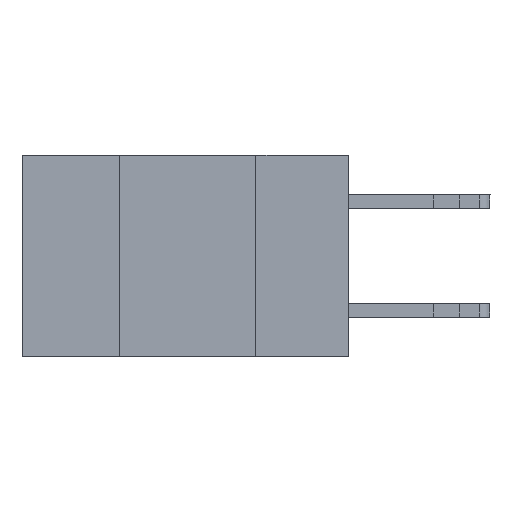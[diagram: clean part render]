
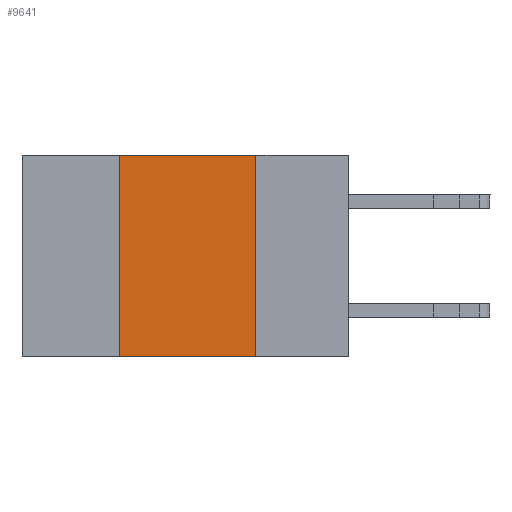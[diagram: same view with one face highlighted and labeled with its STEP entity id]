
A CAD part, left-side view. The second image highlights one B-rep face of the part: STEP entity #9641.
In plain terms, the highlighted planar face has unit normal (-1, 0, 0).
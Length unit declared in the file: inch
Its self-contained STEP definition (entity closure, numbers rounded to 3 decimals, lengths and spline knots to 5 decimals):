
#29 = CARTESIAN_POINT ( 'NONE',  ( 0., 0.42, 0. ) ) ;
#43 = LINE ( 'NONE', #10899, #10286 ) ;
#72 = ORIENTED_EDGE ( 'NONE', *, *, #10628, .F. ) ;
#408 = EDGE_CURVE ( 'NONE', #696, #8837, #43, .T. ) ;
#633 = ORIENTED_EDGE ( 'NONE', *, *, #5380, .F. ) ;
#696 = VERTEX_POINT ( 'NONE', #7110 ) ;
#724 = VERTEX_POINT ( 'NONE', #10725 ) ;
#751 = CARTESIAN_POINT ( 'NONE',  ( 0., 0.17, 0. ) ) ;
#1755 = AXIS2_PLACEMENT_3D ( 'NONE', #12698, #2165, #5472 ) ;
#2000 = FACE_OUTER_BOUND ( 'NONE', #2408, .T. ) ;
#2165 = DIRECTION ( 'NONE',  ( 1., 0., 0. ) ) ;
#2408 = EDGE_LOOP ( 'NONE', ( #633, #8447, #72, #7485 ) ) ;
#2793 = VECTOR ( 'NONE', #13773, 39.37008 ) ;
#3142 = CARTESIAN_POINT ( 'NONE',  ( 0., 0.6, -0.37 ) ) ;
#4292 = DIRECTION ( 'NONE',  ( 0., -1., 0. ) ) ;
#4608 = VECTOR ( 'NONE', #10351, 39.37008 ) ;
#4754 = DIRECTION ( 'NONE',  ( 0., -1., 0. ) ) ;
#5380 = EDGE_CURVE ( 'NONE', #8837, #724, #14776, .T. ) ;
#5472 = DIRECTION ( 'NONE',  ( 0., 0., -1. ) ) ;
#6886 = LINE ( 'NONE', #29, #4608 ) ;
#7110 = CARTESIAN_POINT ( 'NONE',  ( 0., 0.42, 0. ) ) ;
#7485 = ORIENTED_EDGE ( 'NONE', *, *, #8714, .T. ) ;
#7700 = VECTOR ( 'NONE', #4292, 39.37008 ) ;
#8003 = PLANE ( 'NONE',  #1755 ) ;
#8447 = ORIENTED_EDGE ( 'NONE', *, *, #408, .F. ) ;
#8714 = EDGE_CURVE ( 'NONE', #11615, #724, #10138, .T. ) ;
#8740 = CARTESIAN_POINT ( 'NONE',  ( 0., 0.42, -0.37 ) ) ;
#8837 = VERTEX_POINT ( 'NONE', #12797 ) ;
#9641 = ADVANCED_FACE ( 'NONE', ( #2000 ), #8003, .F. ) ;
#10138 = LINE ( 'NONE', #3142, #7700 ) ;
#10286 = VECTOR ( 'NONE', #4754, 39.37008 ) ;
#10351 = DIRECTION ( 'NONE',  ( 0., 0., 1. ) ) ;
#10628 = EDGE_CURVE ( 'NONE', #11615, #696, #6886, .T. ) ;
#10725 = CARTESIAN_POINT ( 'NONE',  ( 0., 0.17, -0.37 ) ) ;
#10899 = CARTESIAN_POINT ( 'NONE',  ( 0., 0.6, 0. ) ) ;
#11615 = VERTEX_POINT ( 'NONE', #8740 ) ;
#12698 = CARTESIAN_POINT ( 'NONE',  ( 0., 0.6, 0. ) ) ;
#12797 = CARTESIAN_POINT ( 'NONE',  ( 0., 0.17, 0. ) ) ;
#13773 = DIRECTION ( 'NONE',  ( 0., 0., -1. ) ) ;
#14776 = LINE ( 'NONE', #751, #2793 ) ;
